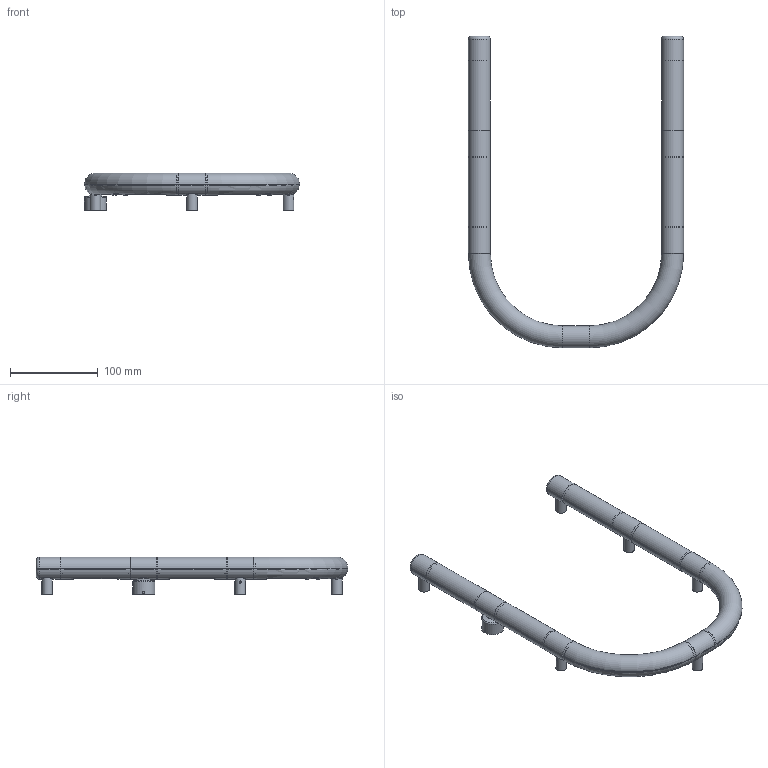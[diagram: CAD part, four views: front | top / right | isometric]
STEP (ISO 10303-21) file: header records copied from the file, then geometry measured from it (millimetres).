
FILE_DESCRIPTION(/* description */ (''),/* implementation_level */ '2;1');
FILE_NAME(/* name */ '1215U00_--A.O.L. L.M. LETTERA U.stp',/* time_stamp */ '2023-07-26T15:58:22+02:00',/* author */ (''),/* organization */ (''),/* preprocessor_version */ 'ST-DEVELOPER v19.3',/* originating_system */ 'SIEMENS PLM Software NX2212.5000',/* authorisation */ '');
FILE_SCHEMA (('AUTOMOTIVE_DESIGN { 1 0 10303 214 3 1 1 1 }'));
Length unit declared in the file: millimetre
Products named in the file (1): -_objects
Bounding box: 244.85 x 354.73 x 43 mm (x, y, z)
Volume: 187922.9 mm3; surface area: 165380.8 mm2
Topology: 40 solids, 40 shells, 2291 faces, 6020 edges, 3912 vertices
Faces by surface type: plane 907, cylinder 498, cone 421, bspline 245, torus 220
Full cylindrical faces by diameter (mm): 1.5 x24, 2 x2, 2.05 x8, 2.125 x12, 2.7 x12, 3.2 x6, 4 x1, 4.1 x6, 5.3 x6, 6.8 x6, 7.6 x6, 8.4 x1, 9 x6, 10 x1, 12 x8, 17.6 x1, 19.4 x1, 21.6 x2, 22 x1, 25 x1
Entity records: 79601 total; most frequent: CARTESIAN_POINT 23465, DIRECTION 12003, ORIENTED_EDGE 11398, EDGE_CURVE 5699, AXIS2_PLACEMENT_3D 4648, VERTEX_POINT 3807, EDGE_LOOP 2714, LINE 2707
